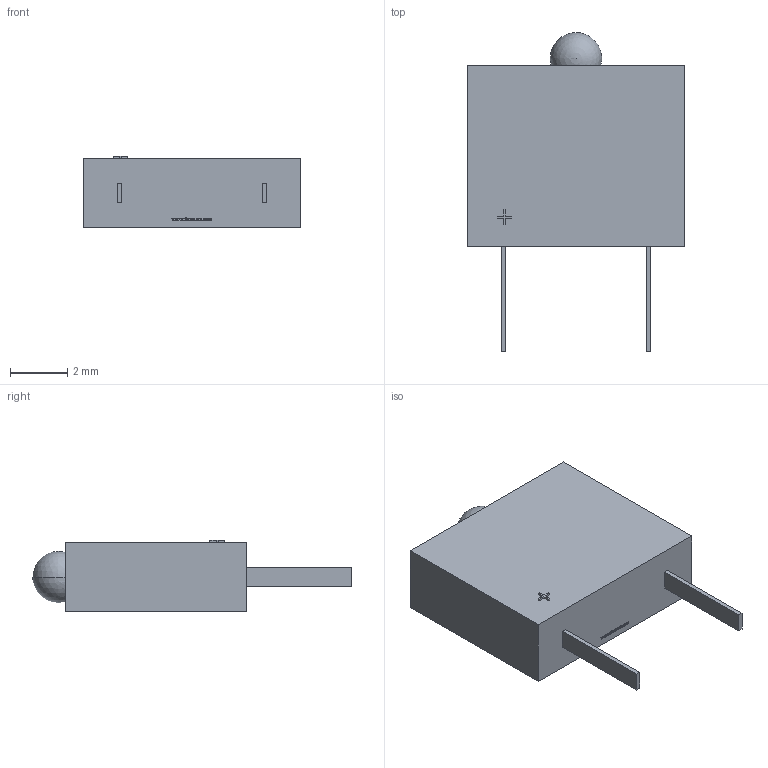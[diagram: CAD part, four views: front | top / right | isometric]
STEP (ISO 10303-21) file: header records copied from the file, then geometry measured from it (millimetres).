
FILE_DESCRIPTION (( 'STEP AP214' ), '1' );
FILE_NAME ('XNJ1Zxx46.STEP', '2015-09-10T17:06:25', ( '' ), ( '' ), 'SwSTEP 2.0', 'SolidWorks 2012', '' );
FILE_SCHEMA (( 'AUTOMOTIVE_DESIGN' ));
Length unit declared in the file: millimetre
Products named in the file (1): XNJ1Zxx46
Bounding box: 7.62 x 11.17 x 2.52 mm (x, y, z)
Volume: 120.9 mm3; surface area: 181.6 mm2
Topology: 1 solids, 1 shells, 221 faces, 603 edges, 402 vertices
Faces by surface type: plane 151, bspline 68, sphere 2
Entity records: 11752 total; most frequent: CARTESIAN_POINT 4431, ORIENTED_EDGE 1196, DIRECTION 774, EDGE_CURVE 598, VECTOR 458, LINE 458, VERTEX_POINT 399, EDGE_LOOP 241
